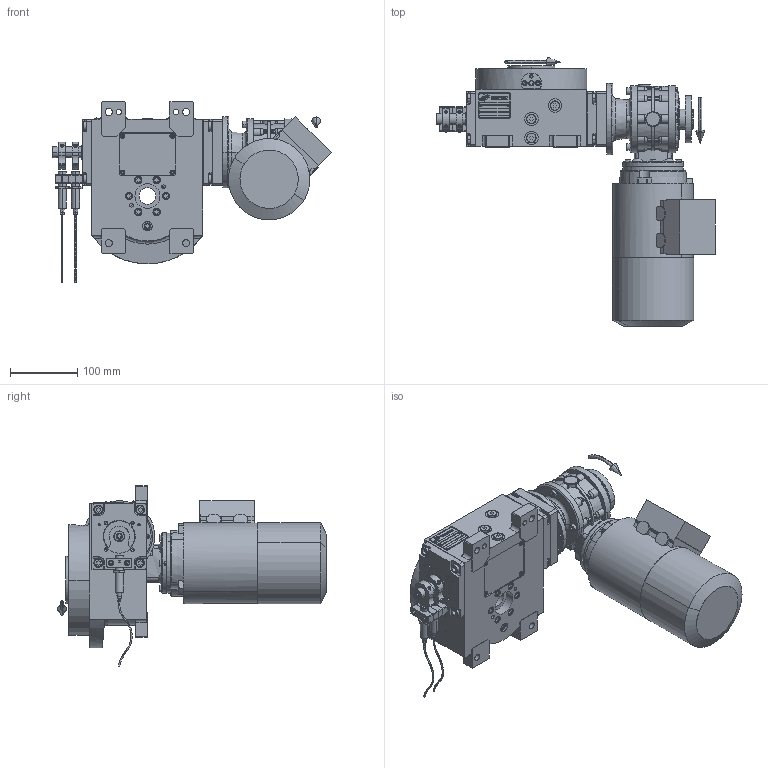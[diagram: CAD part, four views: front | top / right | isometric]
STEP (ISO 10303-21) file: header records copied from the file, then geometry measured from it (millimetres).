
FILE_DESCRIPTION (( 'STEP AP203' ), '1' );
FILE_NAME ('PC5201994.step', '2026-04-01T06:47:35', ( '' ), ( '' ), 'SwSTEP 2.0', 'SolidWorks 2020', '' );
FILE_SCHEMA (( 'CONFIG_CONTROL_DESIGN' ));
Length unit declared in the file: millimetre
Products named in the file (96): rig04_004; cfn2003_01_063; BM63B14; cfn2151_01_162; cfn2000_01_147; AS_rig04_015; rig04_004_s_002; cfn2128_04_011; AS_rig04_014_s_001; as_cfn2401_01_003.stp; freccia_angolare; cfn2476_01_001_48x38; AS_rig04_071_8_m; CFN2000_01_185.stp; cfn2000_01_129; cfn2155_01_186; cfn2155_01_055; PC5201994; rig04_002_bl_011; CFN2400_04_003-2.stp; AS_cfn2476_01_001_48x38; rig04_007_master; CFN2104_02_017.stp; cfn2115_02_068; cfn2151_01_087; RIG04_005_ASM.stp; 900_38_11_06_4; cfn2070_05_001; cfn2000_01_161; CFN2401_01_003.stp; RIG06_021_AF0.stp; AS_900_38_11_06_4; rig04_001_a_001; AS_rig04_002_bl_011; rig04_004_s_001; AS_cfn2400_04_003; CFN2203_02_001.stp; cfn2000_01_151; rig04_014_s_001; rig04_003_8 ...
Assembly tree (92 placements, depth 5):
  cfn2151_01_162
  PC5201994
    rig04_001_a_001
    AS_cfn2476_01_001_48x38
      cfn2476_01_001_48x38
      cfn2107_01_001
      cfn2107_01_001
    AS_rig04_071_8_m
      rig04_071_8_m.stp
        RIG04_005_ASM.stp
          RIG04_005_AF0.stp
          RIG06_021_AF0.stp
          CFN2000_01_185.stp
          CFN2000_01_185.stp
          CFN2104_02_017.stp
        CFN2155_01_007.stp
        CFN2010_02_002.stp
      rig04_003_8
      cfn2000_01_147
      cfn2000_01_147
      cfn2000_01_147
      cfn2000_01_147
      cfn2000_01_147
      cfn2000_01_147
      cfn2000_01_147
      cfn2000_01_147
      cfn2104_01_016  x2
    AS_rig04_014_s_001
      rig04_014_s_001
      cfn2000_01_151
      cfn2000_01_151
      cfn2000_01_151
      cfn2000_01_151
      cfn2000_01_151
      cfn2000_01_151
      cfn2155_01_186
    AS_rig04_004_s_002
      rig04_004_s_002
      cfn2155_01_038
      cfn2070_05_001
      cfn2000_01_129
      cfn2000_01_129  x2
      cfn2000_01_129
    AS_rig04_004
      rig04_004
      cfn2155_01_055
      cfn2070_05_001
      cfn2000_01_129  x2
      cfn2000_01_129
      cfn2000_01_129
    AS_rig04_002_bl_011
      rig04_002_bl_011
      cfn2115_02_068
    AS_rig04_004_s_001
      rig04_004_s_001
      cfn2000_01_129
      cfn2000_01_129
      cfn2000_01_129  x2
    cfn2128_04_011
    cfn2128_04_011
Bounding box: 414.63 x 399.49 x 268.07 mm (x, y, z)
Volume: 4802015.7 mm3; surface area: 768048.6 mm2
Topology: 92 solids, 96 shells, 3892 faces, 9674 edges, 6209 vertices
Faces by surface type: plane 1824, cylinder 1322, cone 572, torus 146, bspline 22, sphere 6
Entity records: 131423 total; most frequent: CARTESIAN_POINT 33051, DIRECTION 18757, ORIENTED_EDGE 18082, EDGE_CURVE 9045, AXIS2_PLACEMENT_3D 6841, VERTEX_POINT 5860, LINE 5075, VECTOR 5075
